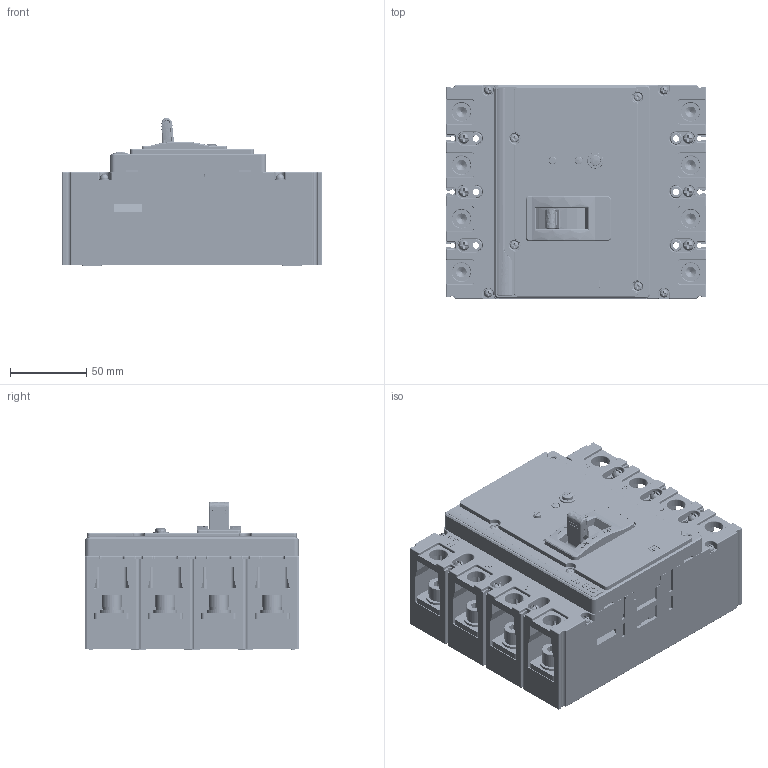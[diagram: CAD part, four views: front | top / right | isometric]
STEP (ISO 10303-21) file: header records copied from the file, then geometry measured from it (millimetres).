
FILE_DESCRIPTION(/* description */ (''),/* implementation_level */ '2;1');
FILE_NAME(/* name */ 'NXMLE-250S 4P.stp',/* time_stamp */ '2019-10-24T12:58:10+08:00',/* author */ (''),/* organization */ (''),/* preprocessor_version */ 'ST-DEVELOPER v11',/* originating_system */ 'SIEMENS PLM Software NX 7.5',/* authorisation */ '');
FILE_SCHEMA (('CONFIG_CONTROL_DESIGN'));
Products named in the file (1): NXMLE-250S 4P
Bounding box: 170 x 140 x 96.96 mm (x, y, z)
Volume: 613415.2 mm3; surface area: 418444.8 mm2
Topology: 156 solids, 157 shells, 7838 faces, 20833 edges, 13327 vertices
Faces by surface type: plane 4647, cylinder 2021, cone 361, torus 306, sphere 246, extrusion 150, bspline 107
Full cylindrical faces by diameter (mm): 1.2 x1, 1.8 x2, 2 x2, 2.458 x4, 2.459 x1, 2.5 x2, 2.675 x4, 2.849 x16, 3 x29, 3.11 x16, 3.2 x1, 3.5 x12, 3.7 x16, 3.8 x4, 4 x51, 4.2 x6, 4.3 x10, 4.5 x22, 4.91 x10, 5 x16, 5.35 x4, 5.4 x4, 5.5 x1, 5.8 x7, 5.85 x16, 6.41 x12, 6.5 x4, 7 x56, 7.2 x2, 7.5 x8
Entity records: 254955 total; most frequent: CARTESIAN_POINT 65101, ORIENTED_EDGE 39154, DIRECTION 38819, EDGE_CURVE 19577, AXIS2_PLACEMENT_3D 13336, VERTEX_POINT 12973, VECTOR 12147, LINE 11997
